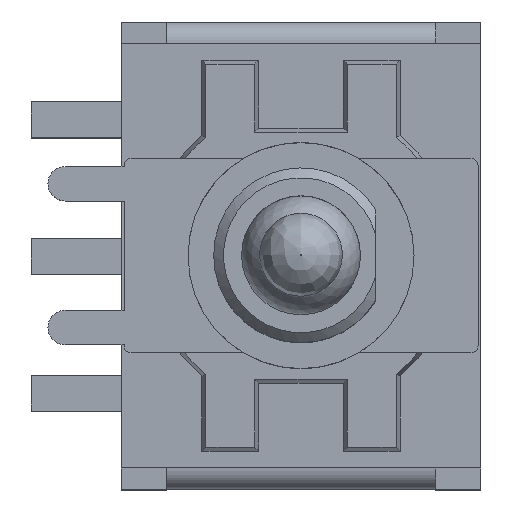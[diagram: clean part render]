
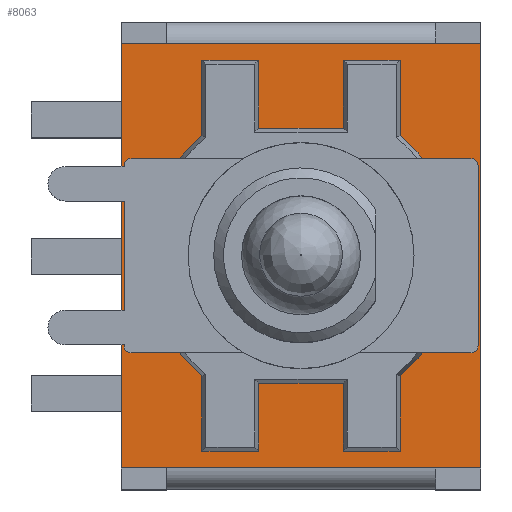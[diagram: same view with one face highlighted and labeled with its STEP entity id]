
A CAD part, top view. The second image highlights one B-rep face of the part: STEP entity #8063.
In plain terms, the highlighted planar face has unit normal (0, 0, 1).
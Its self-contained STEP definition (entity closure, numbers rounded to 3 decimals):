
#175=FACE_BOUND('',#864,.T.);
#390=FACE_OUTER_BOUND('',#863,.T.);
#863=EDGE_LOOP('',(#5783,#5784,#5785,#5786,#5787,#5788,#5789,#5790));
#864=EDGE_LOOP('',(#5791,#5792,#5793,#5794,#5795,#5796,#5797,#5798,#5799,
#5800,#5801,#5802,#5803,#5804,#5805,#5806));
#1257=CIRCLE('',#8487,5.5);
#1259=CIRCLE('',#8497,5.5);
#1534=LINE('',#11802,#2420);
#1537=LINE('',#11814,#2423);
#1539=LINE('',#11818,#2425);
#1541=LINE('',#11822,#2427);
#1543=LINE('',#11826,#2429);
#1545=LINE('',#11830,#2431);
#1547=LINE('',#11834,#2433);
#1548=LINE('',#11840,#2434);
#1550=LINE('',#11851,#2436);
#1552=LINE('',#11855,#2438);
#1554=LINE('',#11859,#2440);
#1556=LINE('',#11863,#2442);
#1558=LINE('',#11867,#2444);
#1559=LINE('',#11869,#2445);
#1719=LINE('',#12341,#2605);
#1721=LINE('',#12346,#2607);
#1723=LINE('',#12349,#2609);
#1726=LINE('',#12355,#2612);
#1731=LINE('',#12365,#2617);
#1733=LINE('',#12368,#2619);
#1745=LINE('',#12397,#2631);
#1746=LINE('',#12400,#2632);
#2420=VECTOR('',#9341,10.);
#2423=VECTOR('',#9352,10.);
#2425=VECTOR('',#9356,10.);
#2427=VECTOR('',#9360,10.);
#2429=VECTOR('',#9364,10.);
#2431=VECTOR('',#9368,10.);
#2433=VECTOR('',#9372,10.);
#2434=VECTOR('',#9375,10.);
#2436=VECTOR('',#9385,10.);
#2438=VECTOR('',#9389,10.);
#2440=VECTOR('',#9393,10.);
#2442=VECTOR('',#9397,10.);
#2444=VECTOR('',#9401,10.);
#2445=VECTOR('',#9404,10.);
#2605=VECTOR('',#9706,10.);
#2607=VECTOR('',#9710,10.);
#2609=VECTOR('',#9714,10.);
#2612=VECTOR('',#9719,10.);
#2617=VECTOR('',#9726,10.);
#2619=VECTOR('',#9730,10.);
#2631=VECTOR('',#9762,10.);
#2632=VECTOR('',#9767,10.);
#3313=VERTEX_POINT('',#11786);
#3316=VERTEX_POINT('',#11793);
#3317=VERTEX_POINT('',#11797);
#3318=VERTEX_POINT('',#11801);
#3319=VERTEX_POINT('',#11806);
#3320=VERTEX_POINT('',#11812);
#3321=VERTEX_POINT('',#11816);
#3322=VERTEX_POINT('',#11820);
#3323=VERTEX_POINT('',#11824);
#3324=VERTEX_POINT('',#11828);
#3325=VERTEX_POINT('',#11832);
#3326=VERTEX_POINT('',#11836);
#3327=VERTEX_POINT('',#11843);
#3328=VERTEX_POINT('',#11849);
#3329=VERTEX_POINT('',#11853);
#3330=VERTEX_POINT('',#11857);
#3331=VERTEX_POINT('',#11861);
#3332=VERTEX_POINT('',#11865);
#3474=VERTEX_POINT('',#12334);
#3477=VERTEX_POINT('',#12339);
#3479=VERTEX_POINT('',#12344);
#3481=VERTEX_POINT('',#12353);
#3482=VERTEX_POINT('',#12358);
#3485=VERTEX_POINT('',#12363);
#4089=EDGE_CURVE('',#3318,#3317,#1534,.T.);
#4093=EDGE_CURVE('',#3317,#3319,#1257,.T.);
#4095=EDGE_CURVE('',#3319,#3320,#1537,.T.);
#4097=EDGE_CURVE('',#3320,#3321,#1539,.T.);
#4099=EDGE_CURVE('',#3321,#3322,#1541,.T.);
#4101=EDGE_CURVE('',#3322,#3323,#1543,.T.);
#4103=EDGE_CURVE('',#3323,#3324,#1545,.T.);
#4105=EDGE_CURVE('',#3324,#3325,#1547,.T.);
#4107=EDGE_CURVE('',#3325,#3326,#1548,.T.);
#4110=EDGE_CURVE('',#3326,#3327,#1259,.T.);
#4112=EDGE_CURVE('',#3327,#3328,#1550,.T.);
#4114=EDGE_CURVE('',#3328,#3329,#1552,.T.);
#4116=EDGE_CURVE('',#3329,#3330,#1554,.T.);
#4118=EDGE_CURVE('',#3330,#3331,#1556,.T.);
#4120=EDGE_CURVE('',#3331,#3332,#1558,.T.);
#4121=EDGE_CURVE('',#3332,#3318,#1559,.T.);
#4321=EDGE_CURVE('',#3477,#3474,#1719,.T.);
#4323=EDGE_CURVE('',#3316,#3479,#1721,.T.);
#4325=EDGE_CURVE('',#3479,#3474,#1723,.T.);
#4328=EDGE_CURVE('',#3313,#3481,#1726,.T.);
#4333=EDGE_CURVE('',#3485,#3482,#1731,.T.);
#4335=EDGE_CURVE('',#3481,#3482,#1733,.T.);
#4351=EDGE_CURVE('',#3485,#3316,#1745,.T.);
#4353=EDGE_CURVE('',#3313,#3477,#1746,.T.);
#5783=ORIENTED_EDGE('',*,*,#4353,.F.);
#5784=ORIENTED_EDGE('',*,*,#4328,.T.);
#5785=ORIENTED_EDGE('',*,*,#4335,.T.);
#5786=ORIENTED_EDGE('',*,*,#4333,.F.);
#5787=ORIENTED_EDGE('',*,*,#4351,.T.);
#5788=ORIENTED_EDGE('',*,*,#4323,.T.);
#5789=ORIENTED_EDGE('',*,*,#4325,.T.);
#5790=ORIENTED_EDGE('',*,*,#4321,.F.);
#5791=ORIENTED_EDGE('',*,*,#4089,.T.);
#5792=ORIENTED_EDGE('',*,*,#4093,.T.);
#5793=ORIENTED_EDGE('',*,*,#4095,.T.);
#5794=ORIENTED_EDGE('',*,*,#4097,.T.);
#5795=ORIENTED_EDGE('',*,*,#4099,.T.);
#5796=ORIENTED_EDGE('',*,*,#4101,.T.);
#5797=ORIENTED_EDGE('',*,*,#4103,.T.);
#5798=ORIENTED_EDGE('',*,*,#4105,.T.);
#5799=ORIENTED_EDGE('',*,*,#4107,.T.);
#5800=ORIENTED_EDGE('',*,*,#4110,.T.);
#5801=ORIENTED_EDGE('',*,*,#4112,.T.);
#5802=ORIENTED_EDGE('',*,*,#4114,.T.);
#5803=ORIENTED_EDGE('',*,*,#4116,.T.);
#5804=ORIENTED_EDGE('',*,*,#4118,.T.);
#5805=ORIENTED_EDGE('',*,*,#4120,.T.);
#5806=ORIENTED_EDGE('',*,*,#4121,.T.);
#7748=PLANE('',#8591);
#8063=ADVANCED_FACE('',(#390,#175),#7748,.T.);
#8487=AXIS2_PLACEMENT_3D('',#11810,#9347,#9348);
#8497=AXIS2_PLACEMENT_3D('',#11847,#9380,#9381);
#8591=AXIS2_PLACEMENT_3D('',#12399,#9765,#9766);
#9341=DIRECTION('',(0.,1.,0.));
#9347=DIRECTION('center_axis',(0.,0.,
-1.));
#9348=DIRECTION('ref_axis',(0.636,-0.771,0.));
#9352=DIRECTION('',(0.,1.,0.));
#9356=DIRECTION('',(1.,0.,0.));
#9360=DIRECTION('',(0.,-1.,0.));
#9364=DIRECTION('',(1.,0.,0.));
#9368=DIRECTION('',(0.,1.,0.));
#9372=DIRECTION('',(1.,0.,0.));
#9375=DIRECTION('',(0.,-1.,0.));
#9380=DIRECTION('center_axis',(0.,0.,
-1.));
#9381=DIRECTION('ref_axis',(-0.636,0.771,0.));
#9385=DIRECTION('',(0.,-1.,0.));
#9389=DIRECTION('',(-1.,0.,0.));
#9393=DIRECTION('',(0.,1.,0.));
#9397=DIRECTION('',(-1.,0.,0.));
#9401=DIRECTION('',(0.,-1.,0.));
#9404=DIRECTION('',(-1.,0.,0.));
#9706=DIRECTION('',(-1.,0.,0.));
#9710=DIRECTION('',(-1.,0.,0.));
#9714=DIRECTION('',(0.,-1.,0.));
#9719=DIRECTION('',(1.,0.,0.));
#9726=DIRECTION('',(1.,0.,0.));
#9730=DIRECTION('',(0.,1.,0.));
#9762=DIRECTION('',(-1.,0.,0.));
#9765=DIRECTION('center_axis',(0.,0.,
1.));
#9766=DIRECTION('ref_axis',(1.,0.,0.));
#9767=DIRECTION('',(-1.,0.,0.));
#11786=CARTESIAN_POINT('',(4.75,-7.495,10.54));
#11793=CARTESIAN_POINT('',(-4.75,7.495,10.54));
#11797=CARTESIAN_POINT('',(-3.5,-4.243,10.54));
#11801=CARTESIAN_POINT('',(-3.5,-6.9,10.54));
#11802=CARTESIAN_POINT('',(-3.5,0.298,10.54));
#11806=CARTESIAN_POINT('',(-3.5,4.243,10.54));
#11810=CARTESIAN_POINT('Origin',(0.,0.,
10.54));
#11812=CARTESIAN_POINT('',(-3.5,6.9,10.54));
#11814=CARTESIAN_POINT('',(-3.5,5.869,10.54));
#11816=CARTESIAN_POINT('',(-1.5,6.9,10.54));
#11818=CARTESIAN_POINT('',(-1.75,6.9,10.54));
#11820=CARTESIAN_POINT('',(-1.5,4.5,10.54));
#11822=CARTESIAN_POINT('',(-1.5,7.198,10.54));
#11824=CARTESIAN_POINT('',(1.5,4.5,10.54));
#11826=CARTESIAN_POINT('',(-0.75,4.5,10.54));
#11828=CARTESIAN_POINT('',(1.5,6.9,10.54));
#11830=CARTESIAN_POINT('',(1.5,5.998,10.54));
#11832=CARTESIAN_POINT('',(3.5,6.9,10.54));
#11834=CARTESIAN_POINT('',(0.75,6.9,10.54));
#11836=CARTESIAN_POINT('',(3.5,4.243,10.54));
#11840=CARTESIAN_POINT('',(3.5,7.198,10.54));
#11843=CARTESIAN_POINT('',(3.5,-4.243,10.54));
#11847=CARTESIAN_POINT('Origin',(0.,0.,
10.54));
#11849=CARTESIAN_POINT('',(3.5,-6.9,10.54));
#11851=CARTESIAN_POINT('',(3.5,1.626,10.54));
#11853=CARTESIAN_POINT('',(1.5,-6.9,10.54));
#11855=CARTESIAN_POINT('',(1.75,-6.9,10.54));
#11857=CARTESIAN_POINT('',(1.5,-4.5,10.54));
#11859=CARTESIAN_POINT('',(1.5,0.298,10.54));
#11861=CARTESIAN_POINT('',(-1.5,-4.5,10.54));
#11863=CARTESIAN_POINT('',(0.75,-4.5,10.54));
#11865=CARTESIAN_POINT('',(-1.5,-6.9,10.54));
#11867=CARTESIAN_POINT('',(-1.5,1.498,10.54));
#11869=CARTESIAN_POINT('',(-0.75,-6.9,10.54));
#12334=CARTESIAN_POINT('',(-6.35,-7.495,10.54));
#12339=CARTESIAN_POINT('',(-4.75,-7.495,10.54));
#12341=CARTESIAN_POINT('',(-4.75,-7.495,10.54));
#12344=CARTESIAN_POINT('',(-6.35,7.495,10.54));
#12346=CARTESIAN_POINT('',(-4.75,7.495,10.54));
#12349=CARTESIAN_POINT('',(-6.35,-7.495,10.54));
#12353=CARTESIAN_POINT('',(6.35,-7.495,10.54));
#12355=CARTESIAN_POINT('',(4.75,-7.495,10.54));
#12358=CARTESIAN_POINT('',(6.35,7.495,10.54));
#12363=CARTESIAN_POINT('',(4.75,7.495,10.54));
#12365=CARTESIAN_POINT('',(4.75,7.495,10.54));
#12368=CARTESIAN_POINT('',(6.35,7.495,10.54));
#12397=CARTESIAN_POINT('',(0.,7.495,10.54));
#12399=CARTESIAN_POINT('Origin',(0.,7.495,
10.54));
#12400=CARTESIAN_POINT('',(0.,-7.495,10.54));
